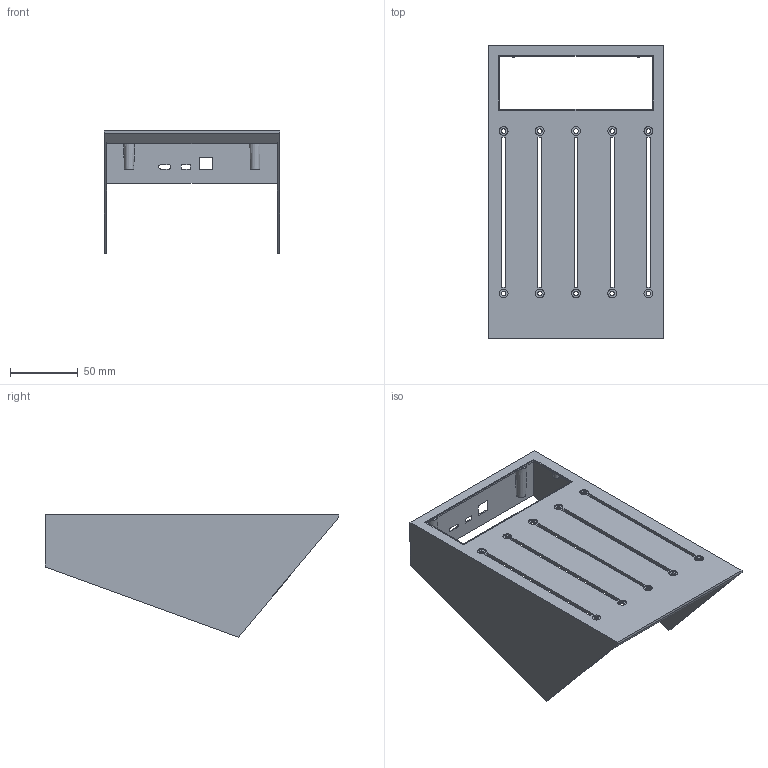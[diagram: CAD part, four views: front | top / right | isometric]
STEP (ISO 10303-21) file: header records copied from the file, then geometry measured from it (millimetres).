
FILE_DESCRIPTION(/* description */ ('STEP AP242','CAx-IF Rec.Pracs.---Representation and Presentation of Product Manufacturing Information (PMI)---4.0---2014-10-13','CAx-IF Rec.Pracs.---3D Tessellated Geometry---0.4---2014-09-14','2;1'),/* implementation_level */ '2;1');
FILE_NAME(/* name */ '6654c920f5ea383a626645c2',/* time_stamp */ '2024-05-27T17:55:44Z',/* author */ (''),/* organization */ (''),/* preprocessor_version */ 'ST-DEVELOPER v20',/* originating_system */ ' ',/* authorisation */ ' ');
FILE_SCHEMA (('AP242_MANAGED_MODEL_BASED_3D_ENGINEERING_MIM_LF { 1 0 10303 442 1 1 4 }'));
Length unit declared in the file: metre
Products named in the file (1): Top Panel
Bounding box: 130 x 217 x 90.58 mm (x, y, z)
Volume: 102761.8 mm3; surface area: 109844.4 mm2
Topology: 1 solids, 1 shells, 108 faces, 264 edges, 174 vertices
Faces by surface type: plane 76, cylinder 28, cone 4
Full cylindrical faces by diameter (mm): 3.1 x4, 3.4 x10, 6.5 x10
Entity records: 3190 total; most frequent: CARTESIAN_POINT 597, DIRECTION 518, ORIENTED_EDGE 472, EDGE_CURVE 236, EDGE_LOOP 188, FACE_BOUND 188, AXIS2_PLACEMENT_3D 177, VERTEX_POINT 172
